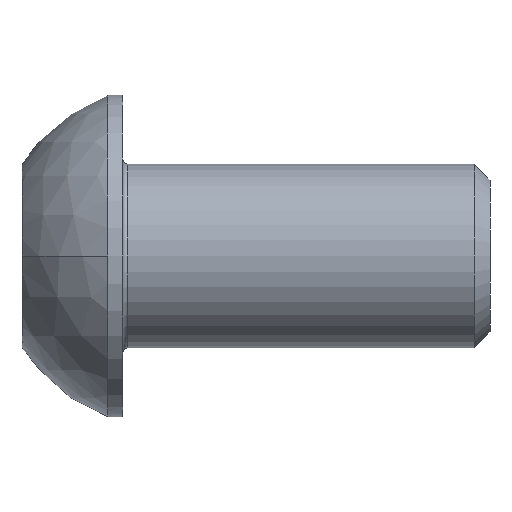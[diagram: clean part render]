
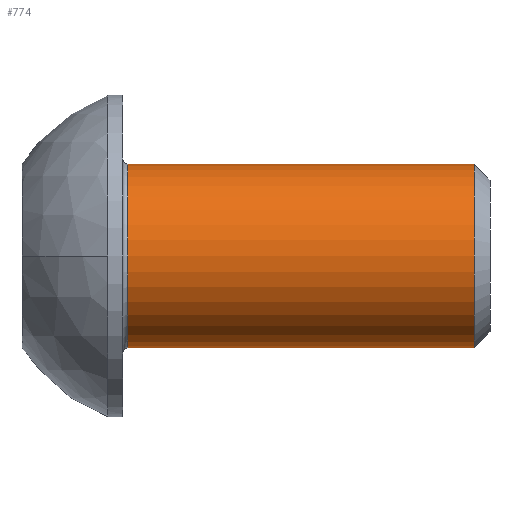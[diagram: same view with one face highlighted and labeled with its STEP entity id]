
A CAD part, front view. The second image highlights one B-rep face of the part: STEP entity #774.
In plain terms, the highlighted cylindrical face has radius 4 mm (diameter 8 mm), a partial arc.
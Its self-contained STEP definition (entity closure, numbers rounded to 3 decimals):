
#10 = DIRECTION ( 'NONE',  ( -1., 0., 0. ) ) ;
#21 = CIRCLE ( 'NONE', #697, 4. ) ;
#43 = ORIENTED_EDGE ( 'NONE', *, *, #446, .F. ) ;
#69 = CARTESIAN_POINT ( 'NONE',  ( -31.75, 0., -4. ) ) ;
#75 = DIRECTION ( 'NONE',  ( 0., 0., 1. ) ) ;
#78 = EDGE_LOOP ( 'NONE', ( #43, #91, #140, #553 ) ) ;
#91 = ORIENTED_EDGE ( 'NONE', *, *, #147, .T. ) ;
#105 = VERTEX_POINT ( 'NONE', #143 ) ;
#118 = CARTESIAN_POINT ( 'NONE',  ( 4.62, 0., 0. ) ) ;
#128 = AXIS2_PLACEMENT_3D ( 'NONE', #805, #135, #75 ) ;
#135 = DIRECTION ( 'NONE',  ( -1., 0., 0. ) ) ;
#140 = ORIENTED_EDGE ( 'NONE', *, *, #618, .T. ) ;
#143 = CARTESIAN_POINT ( 'NONE',  ( 4.62, 0., -4. ) ) ;
#147 = EDGE_CURVE ( 'NONE', #792, #671, #21, .T. ) ;
#195 = CYLINDRICAL_SURFACE ( 'NONE', #128, 4. ) ;
#232 = VERTEX_POINT ( 'NONE', #291 ) ;
#291 = CARTESIAN_POINT ( 'NONE',  ( 4.62, 0., 4. ) ) ;
#300 = DIRECTION ( 'NONE',  ( 0., 0., 1. ) ) ;
#306 = AXIS2_PLACEMENT_3D ( 'NONE', #118, #683, #785 ) ;
#382 = VECTOR ( 'NONE', #10, 1000. ) ;
#401 = DIRECTION ( 'NONE',  ( -1., 0., 0. ) ) ;
#413 = CARTESIAN_POINT ( 'NONE',  ( 19.71, 0., 0. ) ) ;
#419 = LINE ( 'NONE', #712, #617 ) ;
#446 = EDGE_CURVE ( 'NONE', #792, #105, #636, .T. ) ;
#541 = CARTESIAN_POINT ( 'NONE',  ( 19.71, 0., 4. ) ) ;
#553 = ORIENTED_EDGE ( 'NONE', *, *, #652, .F. ) ;
#571 = FACE_OUTER_BOUND ( 'NONE', #78, .T. ) ;
#617 = VECTOR ( 'NONE', #401, 1000. ) ;
#618 = EDGE_CURVE ( 'NONE', #671, #232, #419, .T. ) ;
#636 = LINE ( 'NONE', #69, #382 ) ;
#652 = EDGE_CURVE ( 'NONE', #105, #232, #655, .T. ) ;
#655 = CIRCLE ( 'NONE', #306, 4. ) ;
#671 = VERTEX_POINT ( 'NONE', #541 ) ;
#683 = DIRECTION ( 'NONE',  ( -1., 0., 0. ) ) ;
#697 = AXIS2_PLACEMENT_3D ( 'NONE', #413, #773, #300 ) ;
#705 = CARTESIAN_POINT ( 'NONE',  ( 19.71, 0., -4. ) ) ;
#712 = CARTESIAN_POINT ( 'NONE',  ( -31.75, 0., 4. ) ) ;
#773 = DIRECTION ( 'NONE',  ( -1., 0., 0. ) ) ;
#774 = ADVANCED_FACE ( 'NONE', ( #571 ), #195, .T. ) ;
#785 = DIRECTION ( 'NONE',  ( 0., 0., 1. ) ) ;
#792 = VERTEX_POINT ( 'NONE', #705 ) ;
#805 = CARTESIAN_POINT ( 'NONE',  ( -31.75, 0., 0. ) ) ;
